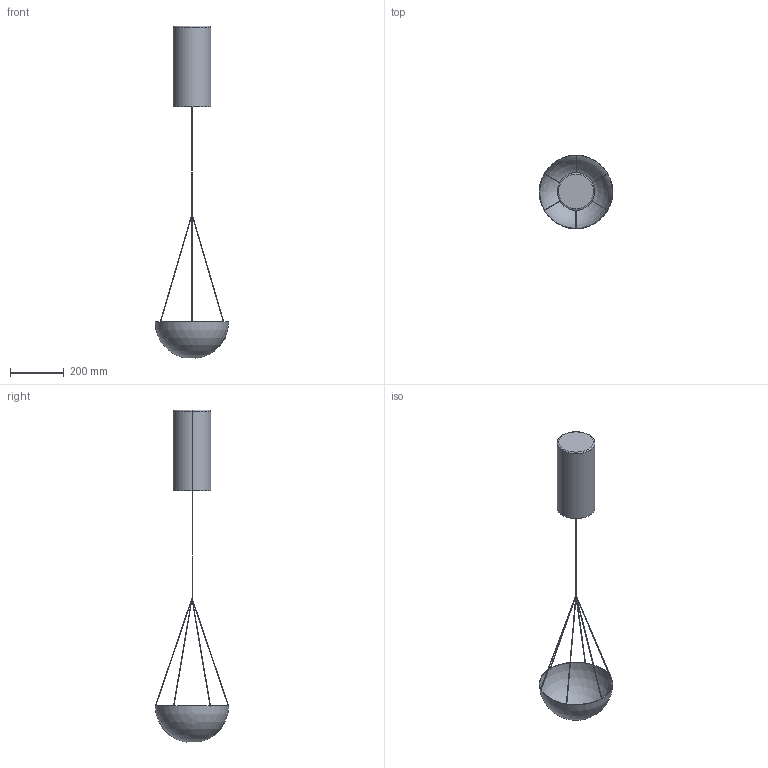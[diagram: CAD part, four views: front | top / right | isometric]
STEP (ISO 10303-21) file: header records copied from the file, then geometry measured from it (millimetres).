
FILE_DESCRIPTION (( 'STEP AP214' ), '1' );
FILE_NAME ('Cansat with drogueChute.STEP', '2024-07-02T11:39:15', ( '' ), ( '' ), 'SwSTEP 2.0', 'SolidWorks 2024', '' );
FILE_SCHEMA (( 'AUTOMOTIVE_DESIGN' ));
Length unit declared in the file: millimetre
Products named in the file (1): Cansat with drogueChute
Bounding box: 274 x 274 x 1234.55 mm (x, y, z)
Volume: 4853257.4 mm3; surface area: 410370 mm2
Topology: 1 solids, 1 shells, 44 faces, 141 edges, 89 vertices
Faces by surface type: cylinder 34, plane 4, bspline 2, torus 2, sphere 2
Entity records: 2800 total; most frequent: CARTESIAN_POINT 1692, ORIENTED_EDGE 274, DIRECTION 196, EDGE_CURVE 137, AXIS2_PLACEMENT_3D 87, VERTEX_POINT 87, EDGE_LOOP 48, FACE_OUTER_BOUND 44
